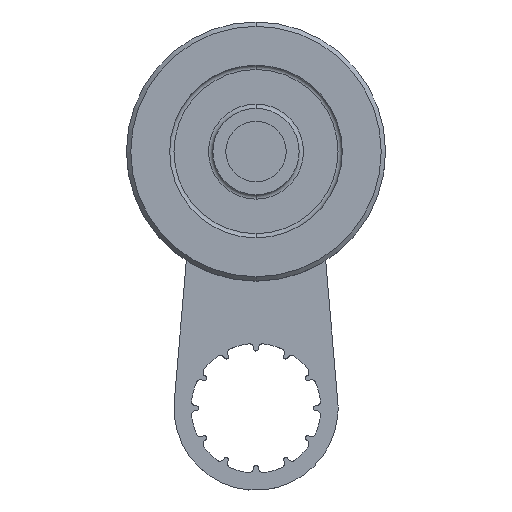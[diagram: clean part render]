
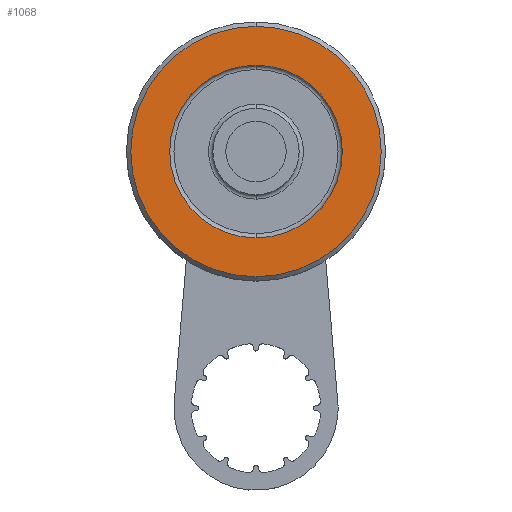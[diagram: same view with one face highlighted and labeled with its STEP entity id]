
A CAD part, top view. The second image highlights one B-rep face of the part: STEP entity #1068.
In plain terms, the highlighted planar face has unit normal (0, 0, 1).
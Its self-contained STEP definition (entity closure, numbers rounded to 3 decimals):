
#1068=ADVANCED_FACE('',(#3071,#3072),#3073,.T.);
#1504=VERTEX_POINT('',#3662);
#1508=VERTEX_POINT('',#3666);
#1512=EDGE_CURVE('',#1508,#1504,#3670,.T.);
#1516=VERTEX_POINT('',#3674);
#1524=VERTEX_POINT('',#3682);
#1528=EDGE_CURVE('',#1516,#1524,#3686,.T.);
#1680=EDGE_CURVE('',#1524,#1516,#3838,.T.);
#1682=EDGE_CURVE('',#1504,#1508,#3840,.T.);
#3071=FACE_OUTER_BOUND('',#5219,.T.);
#3072=FACE_BOUND('',#5220,.T.);
#3073=PLANE('',#5221);
#3662=CARTESIAN_POINT('',(15.0,49.165,12.5));
#3666=CARTESIAN_POINT('',(15.0,29.165,12.5));
#3670=CIRCLE('',#5878,10.0);
#3674=CARTESIAN_POINT('',(15.0,53.665,12.5));
#3682=CARTESIAN_POINT('',(15.0,24.665,12.5));
#3686=CIRCLE('',#5900,14.5);
#3838=CIRCLE('',#6114,14.5);
#3840=CIRCLE('',#6117,10.0);
#5219=EDGE_LOOP('',(#8315,#8316));
#5220=EDGE_LOOP('',(#8317,#8318));
#5221=AXIS2_PLACEMENT_3D('',#8319,#8320,#8321);
#5878=AXIS2_PLACEMENT_3D('',#9796,#9797,#9798);
#5900=AXIS2_PLACEMENT_3D('',#9804,#9805,#9806);
#6114=AXIS2_PLACEMENT_3D('',#9920,#9921,#9922);
#6117=AXIS2_PLACEMENT_3D('',#9923,#9924,#9925);
#8315=ORIENTED_EDGE('',*,*,#1528,.T.);
#8316=ORIENTED_EDGE('',*,*,#1680,.T.);
#8317=ORIENTED_EDGE('',*,*,#1682,.F.);
#8318=ORIENTED_EDGE('',*,*,#1512,.F.);
#8319=CARTESIAN_POINT('',(15.0,51.415,12.5));
#8320=DIRECTION('',(0.0,0.0,1.0));
#8321=DIRECTION('',(0.0,-1.0,0.0));
#9796=CARTESIAN_POINT('',(15.0,39.165,12.5));
#9797=DIRECTION('',(0.0,-0.0,1.0));
#9798=DIRECTION('',(0.0,1.0,0.0));
#9804=CARTESIAN_POINT('',(15.0,39.165,12.5));
#9805=DIRECTION('',(0.0,-0.0,1.0));
#9806=DIRECTION('',(0.0,1.0,0.0));
#9920=CARTESIAN_POINT('',(15.0,39.165,12.5));
#9921=DIRECTION('',(0.0,-0.0,1.0));
#9922=DIRECTION('',(0.0,1.0,0.0));
#9923=CARTESIAN_POINT('',(15.0,39.165,12.5));
#9924=DIRECTION('',(0.0,-0.0,1.0));
#9925=DIRECTION('',(0.0,1.0,0.0));
